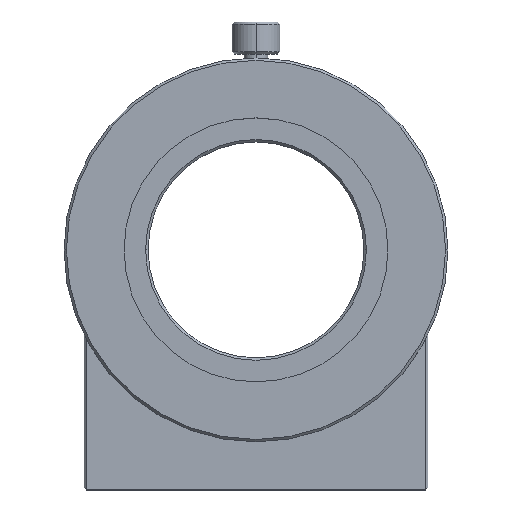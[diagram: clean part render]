
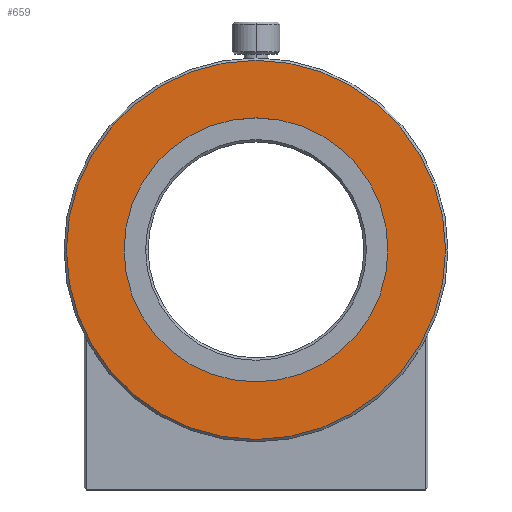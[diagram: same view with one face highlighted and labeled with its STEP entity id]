
A CAD part, top view. The second image highlights one B-rep face of the part: STEP entity #659.
In plain terms, the highlighted planar face has unit normal (0, 0, 1).
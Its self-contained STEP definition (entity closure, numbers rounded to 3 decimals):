
#92 = DIRECTION ( 'NONE',  ( 0., 0., 1. ) ) ;
#225 = CARTESIAN_POINT ( 'NONE',  ( 23.7, 0., 5.5 ) ) ;
#232 = EDGE_CURVE ( 'NONE', #1262, #716, #1767, .T. ) ;
#243 = VERTEX_POINT ( 'NONE', #1751 ) ;
#264 = AXIS2_PLACEMENT_3D ( 'NONE', #756, #774, #780 ) ;
#469 = CIRCLE ( 'NONE', #1532, 23.7 ) ;
#476 = AXIS2_PLACEMENT_3D ( 'NONE', #1741, #92, #1708 ) ;
#556 = FACE_BOUND ( 'NONE', #1111, .T. ) ;
#578 = CARTESIAN_POINT ( 'NONE',  ( 0., 0., 5.5 ) ) ;
#614 = DIRECTION ( 'NONE',  ( -1., 0., 0. ) ) ;
#659 = ADVANCED_FACE ( 'NONE', ( #949, #556 ), #768, .F. ) ;
#671 = DIRECTION ( 'NONE',  ( 0., 0., 1. ) ) ;
#716 = VERTEX_POINT ( 'NONE', #1724 ) ;
#756 = CARTESIAN_POINT ( 'NONE',  ( 0., 16.5, 5.5 ) ) ;
#768 = PLANE ( 'NONE',  #264 ) ;
#774 = DIRECTION ( 'NONE',  ( 0., 0., -1. ) ) ;
#780 = DIRECTION ( 'NONE',  ( -1., 0., 0. ) ) ;
#821 = CARTESIAN_POINT ( 'NONE',  ( -16.5, 0., 5.5 ) ) ;
#849 = EDGE_CURVE ( 'NONE', #243, #1539, #1684, .T. ) ;
#949 = FACE_OUTER_BOUND ( 'NONE', #1036, .T. ) ;
#958 = AXIS2_PLACEMENT_3D ( 'NONE', #578, #671, #614 ) ;
#1036 = EDGE_LOOP ( 'NONE', ( #1788, #1826 ) ) ;
#1056 = EDGE_CURVE ( 'NONE', #716, #1262, #1140, .T. ) ;
#1111 = EDGE_LOOP ( 'NONE', ( #1497, #1906 ) ) ;
#1140 = CIRCLE ( 'NONE', #1656, 16.5 ) ;
#1144 = DIRECTION ( 'NONE',  ( 0., 0., 1. ) ) ;
#1185 = CARTESIAN_POINT ( 'NONE',  ( 0., 0., 5.5 ) ) ;
#1230 = DIRECTION ( 'NONE',  ( 1., 0., 0. ) ) ;
#1262 = VERTEX_POINT ( 'NONE', #821 ) ;
#1367 = DIRECTION ( 'NONE',  ( -1., 0., 0. ) ) ;
#1375 = DIRECTION ( 'NONE',  ( 0., 0., 1. ) ) ;
#1397 = CARTESIAN_POINT ( 'NONE',  ( 0., 0., 5.5 ) ) ;
#1448 = EDGE_CURVE ( 'NONE', #1539, #243, #469, .T. ) ;
#1497 = ORIENTED_EDGE ( 'NONE', *, *, #1056, .F. ) ;
#1532 = AXIS2_PLACEMENT_3D ( 'NONE', #1397, #1375, #1367 ) ;
#1539 = VERTEX_POINT ( 'NONE', #225 ) ;
#1656 = AXIS2_PLACEMENT_3D ( 'NONE', #1185, #1144, #1230 ) ;
#1684 = CIRCLE ( 'NONE', #958, 23.7 ) ;
#1708 = DIRECTION ( 'NONE',  ( 1., 0., 0. ) ) ;
#1724 = CARTESIAN_POINT ( 'NONE',  ( 16.5, 0., 5.5 ) ) ;
#1741 = CARTESIAN_POINT ( 'NONE',  ( 0., 0., 5.5 ) ) ;
#1751 = CARTESIAN_POINT ( 'NONE',  ( -23.7, 0., 5.5 ) ) ;
#1767 = CIRCLE ( 'NONE', #476, 16.5 ) ;
#1788 = ORIENTED_EDGE ( 'NONE', *, *, #849, .T. ) ;
#1826 = ORIENTED_EDGE ( 'NONE', *, *, #1448, .T. ) ;
#1906 = ORIENTED_EDGE ( 'NONE', *, *, #232, .F. ) ;
